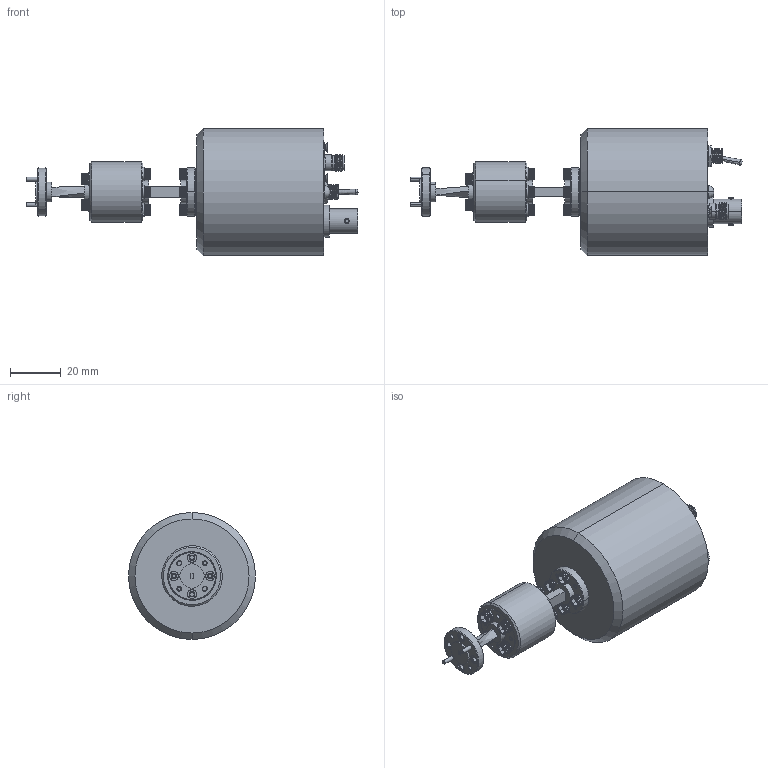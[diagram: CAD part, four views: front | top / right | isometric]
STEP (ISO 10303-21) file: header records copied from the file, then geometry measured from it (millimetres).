
FILE_DESCRIPTION (( 'STEP AP203' ), '1' );
FILE_NAME ('STZ-08-I1.STEP', '2019-04-10T17:57:40', ( '' ), ( '' ), 'SwSTEP 2.0', 'SolidWorks 2016', '' );
FILE_SCHEMA (( 'CONFIG_CONTROL_DESIGN' ));
Length unit declared in the file: millimetre
Products named in the file (1): STZ-08-I1
Bounding box: 130.74 x 50 x 50 mm (x, y, z)
Volume: 110272.8 mm3; surface area: 26464.8 mm2
Topology: 47 solids, 47 shells, 2901 faces, 7807 edges, 5078 vertices
Faces by surface type: plane 1580, cylinder 954, cone 305, bspline 32, torus 30
Entity records: 104324 total; most frequent: CARTESIAN_POINT 36068, ORIENTED_EDGE 15530, DIRECTION 12529, EDGE_CURVE 7765, VERTEX_POINT 5078, AXIS2_PLACEMENT_3D 4721, EDGE_LOOP 3103, VECTOR 3087
